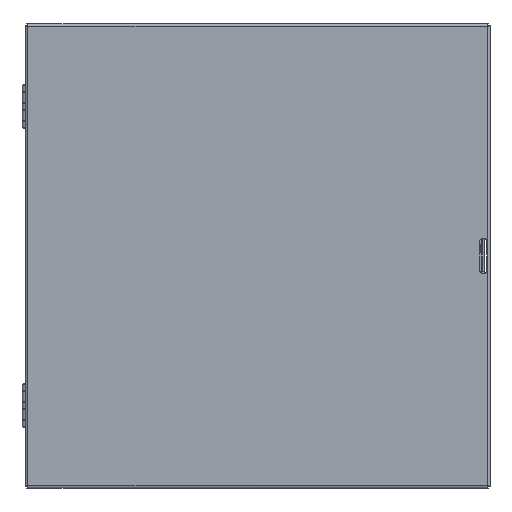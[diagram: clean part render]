
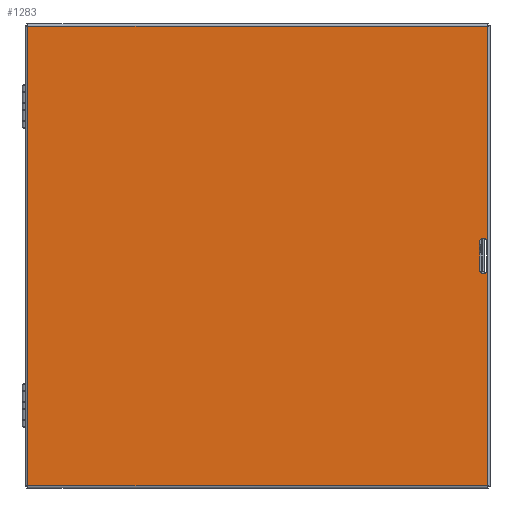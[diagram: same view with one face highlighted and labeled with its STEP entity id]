
A CAD part, front view. The second image highlights one B-rep face of the part: STEP entity #1283.
In plain terms, the highlighted planar face has unit normal (0, -1, 0).
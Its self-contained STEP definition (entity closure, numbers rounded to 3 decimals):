
#1283 = ADVANCED_FACE( '', ( #2619, #2620 ), #2621, .T. );
#2619 = FACE_OUTER_BOUND( '', #4329, .T. );
#2620 = FACE_BOUND( '', #4330, .T. );
#2621 = PLANE( '', #4331 );
#4329 = EDGE_LOOP( '', ( #7691, #7692, #7693, #7694 ) );
#4330 = EDGE_LOOP( '', ( #7695, #7696, #7697, #7698 ) );
#4331 = AXIS2_PLACEMENT_3D( '', #7699, #7700, #7701 );
#7691 = ORIENTED_EDGE( '', *, *, #8818, .T. );
#7692 = ORIENTED_EDGE( '', *, *, #9164, .F. );
#7693 = ORIENTED_EDGE( '', *, *, #9364, .T. );
#7694 = ORIENTED_EDGE( '', *, *, #9420, .T. );
#7695 = ORIENTED_EDGE( '', *, *, #9243, .T. );
#7696 = ORIENTED_EDGE( '', *, *, #9497, .T. );
#7697 = ORIENTED_EDGE( '', *, *, #9690, .T. );
#7698 = ORIENTED_EDGE( '', *, *, #9255, .T. );
#7699 = CARTESIAN_POINT( '', ( 0., 0., 0. ) );
#7700 = DIRECTION( '', ( 0., -1., 0. ) );
#7701 = DIRECTION( '', ( 0., 0., -1. ) );
#8818 = EDGE_CURVE( '', #10590, #10421, #10596, .T. );
#9164 = EDGE_CURVE( '', #11120, #10421, #11122, .T. );
#9243 = EDGE_CURVE( '', #11232, #11230, #11233, .T. );
#9255 = EDGE_CURVE( '', #11248, #11232, #11249, .T. );
#9364 = EDGE_CURVE( '', #11120, #11404, #11406, .T. );
#9420 = EDGE_CURVE( '', #11404, #10590, #11473, .T. );
#9497 = EDGE_CURVE( '', #11230, #11567, #11569, .T. );
#9690 = EDGE_CURVE( '', #11567, #11248, #11789, .T. );
#10421 = VERTEX_POINT( '', #12915 );
#10590 = VERTEX_POINT( '', #13218 );
#10596 = LINE( '', #13243, #13244 );
#11120 = VERTEX_POINT( '', #14050 );
#11122 = LINE( '', #14061, #14062 );
#11230 = VERTEX_POINT( '', #14214 );
#11232 = VERTEX_POINT( '', #14217 );
#11233 = LINE( '', #14218, #14219 );
#11248 = VERTEX_POINT( '', #14239 );
#11249 = CIRCLE( '', #14240, 3.175 );
#11404 = VERTEX_POINT( '', #14510 );
#11406 = LINE( '', #14521, #14522 );
#11473 = LINE( '', #14663, #14664 );
#11567 = VERTEX_POINT( '', #14819 );
#11569 = CIRCLE( '', #14822, 3.175 );
#11789 = LINE( '', #15178, #15179 );
#12915 = CARTESIAN_POINT( '', ( 204.775, 0., -204.775 ) );
#13218 = CARTESIAN_POINT( '', ( -204.775, 0., -204.775 ) );
#13243 = CARTESIAN_POINT( '', ( 204.775, 0., -204.775 ) );
#13244 = VECTOR( '', #15801, 1000. );
#14050 = CARTESIAN_POINT( '', ( 204.775, 0., 204.775 ) );
#14061 = CARTESIAN_POINT( '', ( 204.775, 0., 204.775 ) );
#14062 = VECTOR( '', #16159, 1000. );
#14214 = CARTESIAN_POINT( '', ( 204.331, 0., -12.7 ) );
#14217 = CARTESIAN_POINT( '', ( 204.331, 0., 12.7 ) );
#14218 = CARTESIAN_POINT( '', ( 204.331, 0., 12.7 ) );
#14219 = VECTOR( '', #16238, 1000. );
#14239 = CARTESIAN_POINT( '', ( 197.981, 0., 12.7 ) );
#14240 = AXIS2_PLACEMENT_3D( '', #16250, #16251, #16252 );
#14510 = CARTESIAN_POINT( '', ( -204.775, 0., 204.775 ) );
#14521 = CARTESIAN_POINT( '', ( -207.112, 0., 204.775 ) );
#14522 = VECTOR( '', #16356, 1000. );
#14663 = CARTESIAN_POINT( '', ( -204.775, 0., -207.112 ) );
#14664 = VECTOR( '', #16407, 1000. );
#14819 = CARTESIAN_POINT( '', ( 197.981, 0., -12.7 ) );
#14822 = AXIS2_PLACEMENT_3D( '', #16467, #16468, #16469 );
#15178 = CARTESIAN_POINT( '', ( 197.981, 0., -12.7 ) );
#15179 = VECTOR( '', #16608, 1000. );
#15801 = DIRECTION( '', ( 1., 0., 0. ) );
#16159 = DIRECTION( '', ( 0., 0., -1. ) );
#16238 = DIRECTION( '', ( 0., 0., -1. ) );
#16250 = CARTESIAN_POINT( '', ( 201.156, 0., 12.7 ) );
#16251 = DIRECTION( '', ( 0., 1., 0. ) );
#16252 = DIRECTION( '', ( 0., 0., -1. ) );
#16356 = DIRECTION( '', ( -1., 0., 0. ) );
#16407 = DIRECTION( '', ( 0., 0., -1. ) );
#16467 = CARTESIAN_POINT( '', ( 201.156, 0., -12.7 ) );
#16468 = DIRECTION( '', ( 0., 1., 0. ) );
#16469 = DIRECTION( '', ( 0., 0., 1. ) );
#16608 = DIRECTION( '', ( 0., 0., 1. ) );
